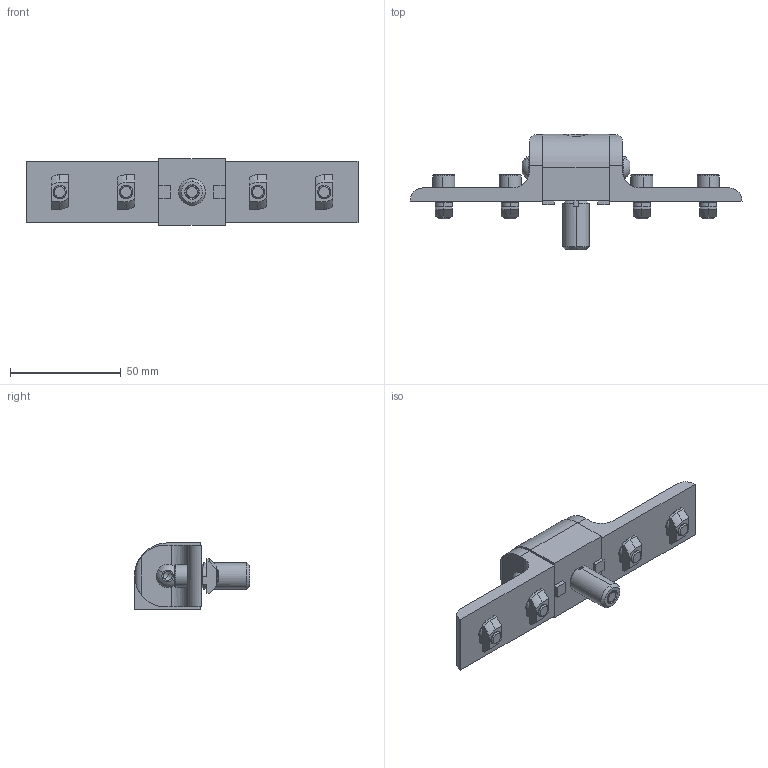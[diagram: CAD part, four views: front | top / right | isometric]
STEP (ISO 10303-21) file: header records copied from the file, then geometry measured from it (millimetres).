
FILE_DESCRIPTION (( 'STEP AP214' ), '1' );
FILE_NAME ('#041 Êîìïëåêò êðîíøòåéíà 30õ30-90ãð 8-A ñ óãîëêîì, â òîðåö ïðîôèëÿ.STEP', '2022-06-16T08:59:39', ( 'Ñòàñ' ), ( '' ), 'SwSTEP 2.0', 'SolidWorks 2021', '' );
FILE_SCHEMA (( 'AUTOMOTIVE_DESIGN' ));
Length unit declared in the file: millimetre
Products named in the file (8): K92 Âèíò öèëèíäð. ñ âíóòðåííèì øåñò. Ì6 õ45 DIN 912; A455 Ïîâîðîòíûé êðîíøòåéí 90ãð 8-A; D55 Âèíò öèëèíäð. ñ âíóòðåííèì øåñò. Ì6 õ14 DIN 912; D74 Âèíò ñ ïîëóêðóãë. ãîë. è âí. øåñòèãð. Ì6 õ 14 ISO 7380-1; D53 Ò-ãàéêà Ì6, ïàç 8_00; D09 Âòóëêà ðåçüáîâàÿ Ì12 - Ì6 _00; #041 Êîìïëåêò êðîíøòåéíà 30õ30-90ãð 8-A ñ óãîëêîì, â òîðåö ïðîôèëÿ; A458 Ïîâîðîòíûé óãîëîê, ïàç 8
Assembly tree (15 placements, depth 2):
  #041 Êîìïëåêò êðîíøòåéíà 30õ30-90ãð 8-A ñ óãîëêîì, â òîðåö ïðîôèëÿ
    A455 Ïîâîðîòíûé êðîíøòåéí 90ãð 8-A
    K92 Âèíò öèëèíäð. ñ âíóòðåííèì øåñò. Ì6 õ45 DIN 912
    D09 Âòóëêà ðåçüáîâàÿ Ì12 - Ì6 _00
    A458 Ïîâîðîòíûé óãîëîê, ïàç 8  x2
    D55 Âèíò öèëèíäð. ñ âíóòðåííèì øåñò. Ì6 õ14 DIN 912  x4
    D74 Âèíò ñ ïîëóêðóãë. ãîë. è âí. øåñòèãð. Ì6 õ 14 ISO 7380-1  x2
    D53 Ò-ãàéêà Ì6, ïàç 8_00  x4
Bounding box: 150 x 52 x 30 mm (x, y, z)
Volume: 59547.3 mm3; surface area: 25851.6 mm2
Topology: 15 solids, 15 shells, 476 faces, 1190 edges, 737 vertices
Faces by surface type: plane 269, cone 88, cylinder 85, torus 24, bspline 6, sphere 4
Entity records: 7378 total; most frequent: CARTESIAN_POINT 2067, DIRECTION 1056, ORIENTED_EDGE 1006, EDGE_CURVE 503, AXIS2_PLACEMENT_3D 386, VERTEX_POINT 315, LINE 284, VECTOR 284
